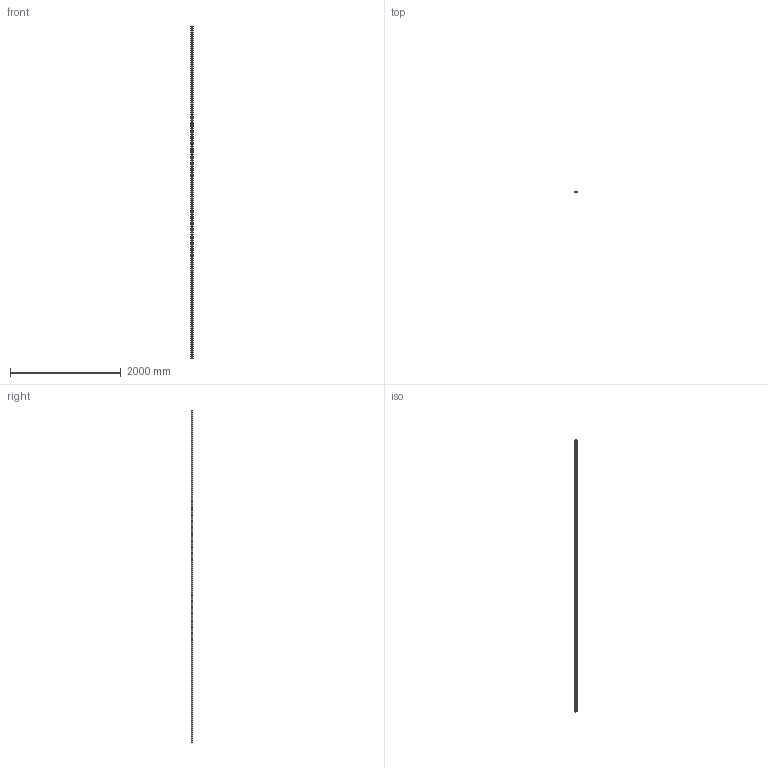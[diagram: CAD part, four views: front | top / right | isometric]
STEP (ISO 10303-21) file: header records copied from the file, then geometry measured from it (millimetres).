
FILE_DESCRIPTION (( 'STEP AP214' ), '1' );
FILE_NAME ('1121903.STEP', '2026-02-02T09:24:13', ( '' ), ( '' ), 'SwSTEP 2.0', 'SolidWorks 2024', '' );
FILE_SCHEMA (( 'AUTOMOTIVE_DESIGN' ));
Length unit declared in the file: millimetre
Products named in the file (1): 1121903
Bounding box: 40 x 22.5 x 6000 mm (x, y, z)
Volume: 1081520.1 mm3; surface area: 1172799.9 mm2
Topology: 1 solids, 1 shells, 648 faces, 1914 edges, 1268 vertices
Faces by surface type: cylinder 366, plane 282
Entity records: 22361 total; most frequent: DIRECTION 3944, CARTESIAN_POINT 3831, ORIENTED_EDGE 3828, EDGE_CURVE 1914, AXIS2_PLACEMENT_3D 1381, VERTEX_POINT 1268, LINE 1182, VECTOR 1182
